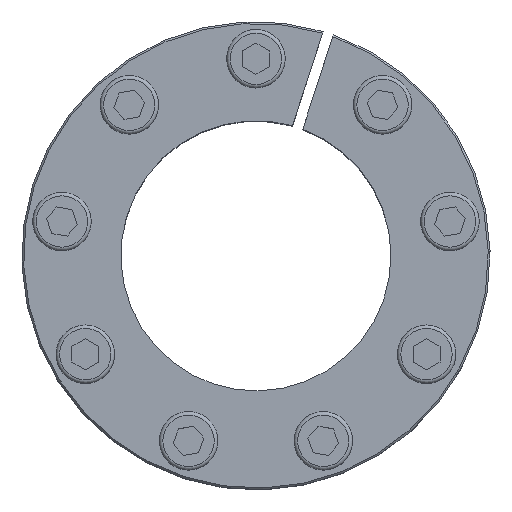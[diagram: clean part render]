
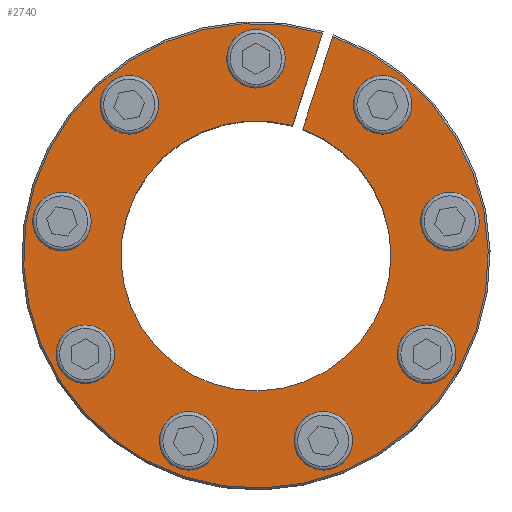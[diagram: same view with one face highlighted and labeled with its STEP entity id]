
A CAD part, top view. The second image highlights one B-rep face of the part: STEP entity #2740.
In plain terms, the highlighted planar face has unit normal (0, 0, 1).
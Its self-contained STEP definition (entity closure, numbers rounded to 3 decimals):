
#212=LINE('',#4902,#416);
#217=LINE('',#4913,#421);
#416=VECTOR('',#3676,1.);
#421=VECTOR('',#3683,1.);
#529=PLANE('',#3030);
#613=FACE_BOUND('',#1009,.T.);
#614=FACE_BOUND('',#1010,.T.);
#615=FACE_BOUND('',#1011,.T.);
#616=FACE_BOUND('',#1012,.T.);
#617=FACE_BOUND('',#1013,.T.);
#618=FACE_BOUND('',#1014,.T.);
#619=FACE_BOUND('',#1015,.T.);
#620=FACE_BOUND('',#1016,.T.);
#621=FACE_BOUND('',#1017,.T.);
#791=FACE_OUTER_BOUND('',#1008,.T.);
#1008=EDGE_LOOP('',(#2391,#2392,#2393,#2394));
#1009=EDGE_LOOP('',(#2395));
#1010=EDGE_LOOP('',(#2396));
#1011=EDGE_LOOP('',(#2397));
#1012=EDGE_LOOP('',(#2398));
#1013=EDGE_LOOP('',(#2399));
#1014=EDGE_LOOP('',(#2400));
#1015=EDGE_LOOP('',(#2401));
#1016=EDGE_LOOP('',(#2402));
#1017=EDGE_LOOP('',(#2403));
#1024=CIRCLE('',#2780,6.5);
#1031=CIRCLE('',#2800,6.5);
#1038=CIRCLE('',#2820,6.5);
#1045=CIRCLE('',#2840,6.5);
#1052=CIRCLE('',#2860,6.5);
#1059=CIRCLE('',#2880,6.5);
#1066=CIRCLE('',#2900,6.5);
#1073=CIRCLE('',#2920,6.5);
#1080=CIRCLE('',#2940,6.5);
#1130=CIRCLE('',#3027,51.6);
#1131=CIRCLE('',#3029,30.);
#1151=VERTEX_POINT('',#3860);
#1171=VERTEX_POINT('',#3944);
#1191=VERTEX_POINT('',#4028);
#1211=VERTEX_POINT('',#4112);
#1231=VERTEX_POINT('',#4196);
#1251=VERTEX_POINT('',#4280);
#1271=VERTEX_POINT('',#4364);
#1291=VERTEX_POINT('',#4448);
#1311=VERTEX_POINT('',#4532);
#1343=VERTEX_POINT('',#4869);
#1357=VERTEX_POINT('',#4900);
#1360=VERTEX_POINT('',#4909);
#1362=VERTEX_POINT('',#4912);
#1403=EDGE_CURVE('',#1151,#1151,#1024,.T.);
#1429=EDGE_CURVE('',#1171,#1171,#1031,.T.);
#1455=EDGE_CURVE('',#1191,#1191,#1038,.T.);
#1481=EDGE_CURVE('',#1211,#1211,#1045,.T.);
#1507=EDGE_CURVE('',#1231,#1231,#1052,.T.);
#1533=EDGE_CURVE('',#1251,#1251,#1059,.T.);
#1559=EDGE_CURVE('',#1271,#1271,#1066,.T.);
#1585=EDGE_CURVE('',#1291,#1291,#1073,.T.);
#1611=EDGE_CURVE('',#1311,#1311,#1080,.T.);
#1678=EDGE_CURVE('',#1343,#1357,#212,.T.);
#1683=EDGE_CURVE('',#1362,#1360,#217,.T.);
#1718=EDGE_CURVE('',#1343,#1360,#1130,.T.);
#1719=EDGE_CURVE('',#1357,#1362,#1131,.T.);
#2391=ORIENTED_EDGE('',*,*,#1678,.T.);
#2392=ORIENTED_EDGE('',*,*,#1719,.T.);
#2393=ORIENTED_EDGE('',*,*,#1683,.T.);
#2394=ORIENTED_EDGE('',*,*,#1718,.F.);
#2395=ORIENTED_EDGE('',*,*,#1403,.T.);
#2396=ORIENTED_EDGE('',*,*,#1429,.T.);
#2397=ORIENTED_EDGE('',*,*,#1455,.T.);
#2398=ORIENTED_EDGE('',*,*,#1481,.T.);
#2399=ORIENTED_EDGE('',*,*,#1507,.T.);
#2400=ORIENTED_EDGE('',*,*,#1533,.T.);
#2401=ORIENTED_EDGE('',*,*,#1559,.T.);
#2402=ORIENTED_EDGE('',*,*,#1585,.T.);
#2403=ORIENTED_EDGE('',*,*,#1611,.T.);
#2740=ADVANCED_FACE('',(#791,#613,#614,#615,#616,#617,#618,#619,#620,#621),
#529,.T.);
#2780=AXIS2_PLACEMENT_3D('',#3861,#3089,#3090);
#2800=AXIS2_PLACEMENT_3D('',#3945,#3147,#3148);
#2820=AXIS2_PLACEMENT_3D('',#4029,#3205,#3206);
#2840=AXIS2_PLACEMENT_3D('',#4113,#3263,#3264);
#2860=AXIS2_PLACEMENT_3D('',#4197,#3321,#3322);
#2880=AXIS2_PLACEMENT_3D('',#4281,#3379,#3380);
#2900=AXIS2_PLACEMENT_3D('',#4365,#3437,#3438);
#2920=AXIS2_PLACEMENT_3D('',#4449,#3495,#3496);
#2940=AXIS2_PLACEMENT_3D('',#4533,#3553,#3554);
#3027=AXIS2_PLACEMENT_3D('',#4983,#3769,#3770);
#3029=AXIS2_PLACEMENT_3D('',#4985,#3773,#3774);
#3030=AXIS2_PLACEMENT_3D('',#4986,#3775,#3776);
#3089=DIRECTION('center_axis',(0.,0.,
-1.));
#3090=DIRECTION('ref_axis',(-0.643,0.766,0.));
#3147=DIRECTION('center_axis',(0.,0.,
-1.));
#3148=DIRECTION('ref_axis',(-0.985,0.174,0.));
#3205=DIRECTION('center_axis',(0.,0.,
-1.));
#3206=DIRECTION('ref_axis',(-0.866,-0.5,0.));
#3263=DIRECTION('center_axis',(0.,0.,
-1.));
#3264=DIRECTION('ref_axis',(-0.342,-0.94,0.));
#3321=DIRECTION('center_axis',(0.,0.,
-1.));
#3322=DIRECTION('ref_axis',(0.342,-0.94,0.));
#3379=DIRECTION('center_axis',(0.,0.,
-1.));
#3380=DIRECTION('ref_axis',(0.866,-0.5,0.));
#3437=DIRECTION('center_axis',(0.,0.,
-1.));
#3438=DIRECTION('ref_axis',(0.985,0.174,0.));
#3495=DIRECTION('center_axis',(0.,0.,
-1.));
#3496=DIRECTION('ref_axis',(0.643,0.766,0.));
#3553=DIRECTION('center_axis',(0.,0.,
-1.));
#3554=DIRECTION('ref_axis',(0.,1.,0.));
#3676=DIRECTION('',(-0.309,-0.951,0.));
#3683=DIRECTION('',(0.309,0.951,0.));
#3769=DIRECTION('center_axis',(0.,0.,-1.));
#3770=DIRECTION('ref_axis',(0.,1.,0.));
#3773=DIRECTION('center_axis',(0.,0.,-1.));
#3774=DIRECTION('ref_axis',(0.,1.,0.));
#3775=DIRECTION('center_axis',(0.,0.,
1.));
#3776=DIRECTION('ref_axis',(0.,-1.,0.));
#3860=CARTESIAN_POINT('',(-32.3,38.494,0.));
#3861=CARTESIAN_POINT('Origin',(-28.122,33.514,0.));
#3944=CARTESIAN_POINT('',(-49.487,8.726,0.));
#3945=CARTESIAN_POINT('Origin',(-43.085,7.597,0.));
#4028=CARTESIAN_POINT('',(-43.518,-25.125,0.));
#4029=CARTESIAN_POINT('Origin',(-37.889,-21.875,0.));
#4112=CARTESIAN_POINT('',(-17.187,-47.22,0.));
#4113=CARTESIAN_POINT('Origin',(-14.963,-41.112,0.));
#4196=CARTESIAN_POINT('',(17.187,-47.22,0.));
#4197=CARTESIAN_POINT('Origin',(14.963,-41.112,0.));
#4280=CARTESIAN_POINT('',(43.518,-25.125,0.));
#4281=CARTESIAN_POINT('Origin',(37.889,-21.875,0.));
#4364=CARTESIAN_POINT('',(49.487,8.726,0.));
#4365=CARTESIAN_POINT('Origin',(43.085,7.597,0.));
#4448=CARTESIAN_POINT('',(32.3,38.494,0.));
#4449=CARTESIAN_POINT('Origin',(28.122,33.514,0.));
#4532=CARTESIAN_POINT('',(0.,50.25,0.));
#4533=CARTESIAN_POINT('Origin',(0.,43.75,0.));
#4869=CARTESIAN_POINT('',(17.082,48.69,0.));
#4900=CARTESIAN_POINT('',(10.404,28.138,0.));
#4902=CARTESIAN_POINT('',(15.171,42.809,0.));
#4909=CARTESIAN_POINT('',(14.8,49.432,0.));
#4912=CARTESIAN_POINT('',(8.122,28.88,0.));
#4913=CARTESIAN_POINT('',(12.889,43.55,0.));
#4983=CARTESIAN_POINT('Origin',(0.,0.,0.));
#4985=CARTESIAN_POINT('Origin',(0.,0.,0.));
#4986=CARTESIAN_POINT('Origin',(0.,40.8,0.));
